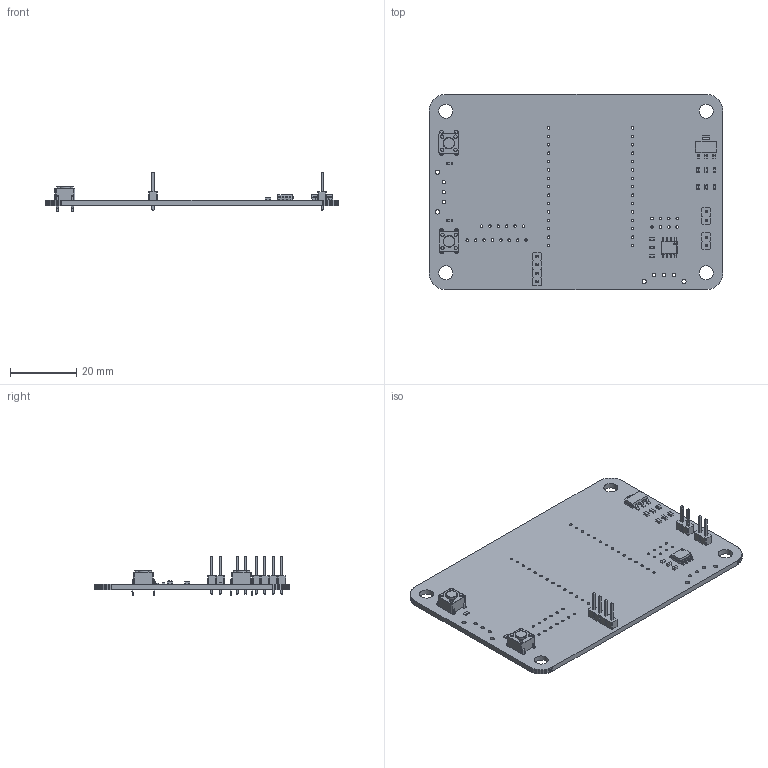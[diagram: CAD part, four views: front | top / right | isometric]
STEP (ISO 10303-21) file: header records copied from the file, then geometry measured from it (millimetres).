
FILE_DESCRIPTION(('KiCad electronic assembly'),'2;1');
FILE_NAME('RLM.step','2023-11-14T17:54:15',('Pcbnew'),('Kicad'), 'Open CASCADE STEP processor 7.7','KiCad to STEP converter','Unknown' );
FILE_SCHEMA(('AUTOMOTIVE_DESIGN { 1 0 10303 214 1 1 1 1 }'));
Length unit declared in the file: millimetre
Products named in the file (18): RLM 1; SOIC-8_3.9x4.9mm_P1.27mm; SOLID; C_0603_1608Metric; PinHeader_1x02_P2.54mm_Vertical; SW_PUSH_6mm; SOT-223; R_0603_1608Metric; PinHeader_1x04_P2.54mm_Vertical; LED_0603_1608Metric; RLM PCB
Assembly tree (27 placements, depth 3):
  RLM 1
    SOIC-8_3.9x4.9mm_P1.27mm
      SOLID
    C_0603_1608Metric  x6
      SOLID
    PinHeader_1x02_P2.54mm_Vertical  x2
      SOLID
    SW_PUSH_6mm  x2
      SOLID
    SOT-223
      SOLID
    R_0603_1608Metric  x4
      SOLID
    PinHeader_1x04_P2.54mm_Vertical
      SOLID
    LED_0603_1608Metric
      SOLID
    RLM PCB
Bounding box: 88.9 x 59.05 x 12.04 mm (x, y, z)
Volume: 8713.1 mm3; surface area: 12201 mm2
Topology: 19 solids, 19 shells, 1130 faces, 2950 edges, 1898 vertices
Faces by surface type: plane 755, cylinder 325, bspline 48, torus 2
Full cylindrical faces by diameter (mm): 0.6 x1, 0.762 x52, 1 x16, 1.02 x6, 1.1 x8, 1.27 x4, 3.5 x2, 4.3 x4
Entity records: 54648 total; most frequent: CARTESIAN_POINT 10215, DIRECTION 7406, LINE 5024, VECTOR 5024, ORIENTED_EDGE 3974, PCURVE 3974, DEFINITIONAL_REPRESENTATION 3974, EDGE_CURVE 1987
